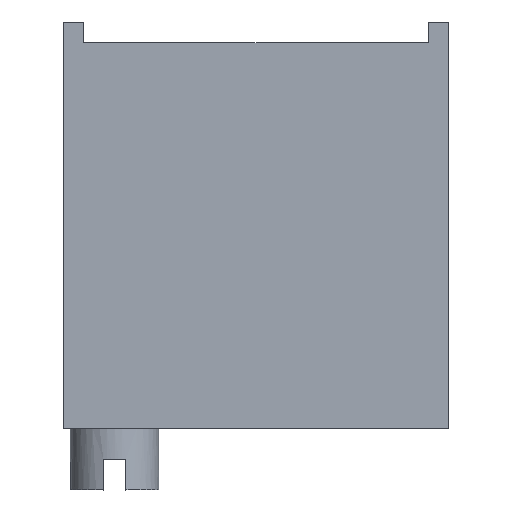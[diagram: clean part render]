
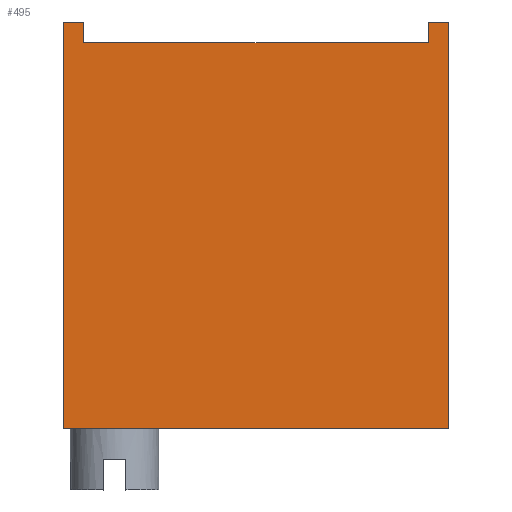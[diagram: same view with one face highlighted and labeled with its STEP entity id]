
A CAD part, top view. The second image highlights one B-rep face of the part: STEP entity #495.
In plain terms, the highlighted planar face has unit normal (0, 0, 1).
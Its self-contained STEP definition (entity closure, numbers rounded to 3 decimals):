
#38=FACE_OUTER_BOUND('',#64,.T.);
#64=EDGE_LOOP('',(#379,#380,#381,#382,#383,#384,#385,#386));
#99=LINE('',#725,#162);
#107=LINE('',#741,#170);
#109=LINE('',#745,#172);
#111=LINE('',#749,#174);
#122=LINE('',#770,#185);
#123=LINE('',#772,#186);
#124=LINE('',#773,#187);
#125=LINE('',#774,#188);
#162=VECTOR('',#583,10.033);
#170=VECTOR('',#595,0.508);
#172=VECTOR('',#599,8.51);
#174=VECTOR('',#603,0.508);
#185=VECTOR('',#618,10.033);
#186=VECTOR('',#621,9.525);
#187=VECTOR('',#622,0.507);
#188=VECTOR('',#623,0.507);
#223=VERTEX_POINT('',#722);
#224=VERTEX_POINT('',#724);
#229=VERTEX_POINT('',#738);
#230=VERTEX_POINT('',#740);
#231=VERTEX_POINT('',#744);
#232=VERTEX_POINT('',#748);
#237=VERTEX_POINT('',#761);
#240=VERTEX_POINT('',#768);
#271=EDGE_CURVE('',#224,#223,#99,.T.);
#279=EDGE_CURVE('',#229,#230,#107,.T.);
#281=EDGE_CURVE('',#231,#230,#109,.T.);
#283=EDGE_CURVE('',#231,#232,#111,.T.);
#294=EDGE_CURVE('',#237,#240,#122,.T.);
#295=EDGE_CURVE('',#223,#237,#123,.T.);
#296=EDGE_CURVE('',#232,#240,#124,.T.);
#297=EDGE_CURVE('',#224,#229,#125,.T.);
#379=ORIENTED_EDGE('',*,*,#295,.T.);
#380=ORIENTED_EDGE('',*,*,#294,.T.);
#381=ORIENTED_EDGE('',*,*,#296,.F.);
#382=ORIENTED_EDGE('',*,*,#283,.F.);
#383=ORIENTED_EDGE('',*,*,#281,.T.);
#384=ORIENTED_EDGE('',*,*,#279,.F.);
#385=ORIENTED_EDGE('',*,*,#297,.F.);
#386=ORIENTED_EDGE('',*,*,#271,.T.);
#470=PLANE('',#535);
#495=ADVANCED_FACE('',(#38),#470,.T.);
#535=AXIS2_PLACEMENT_3D('',#771,#619,#620);
#583=DIRECTION('',(0.,-1.,0.));
#595=DIRECTION('',(0.,-1.,0.));
#599=DIRECTION('',(-1.,0.,0.));
#603=DIRECTION('',(0.,1.,0.));
#618=DIRECTION('',(0.,1.,0.));
#619=DIRECTION('center_axis',(0.,0.,1.));
#620=DIRECTION('ref_axis',(0.,1.,0.));
#621=DIRECTION('',(1.,0.,0.));
#622=DIRECTION('',(1.,0.,0.));
#623=DIRECTION('',(1.,0.,0.));
#722=CARTESIAN_POINT('',(0.02,-9.432,4.825));
#724=CARTESIAN_POINT('',(0.02,0.601,4.825));
#725=CARTESIAN_POINT('',(0.02,0.601,4.825));
#738=CARTESIAN_POINT('',(0.528,0.601,4.825));
#740=CARTESIAN_POINT('',(0.528,0.093,4.825));
#741=CARTESIAN_POINT('',(0.528,0.601,4.825));
#744=CARTESIAN_POINT('',(9.038,0.093,4.825));
#745=CARTESIAN_POINT('',(9.038,0.093,4.825));
#748=CARTESIAN_POINT('',(9.038,0.601,4.825));
#749=CARTESIAN_POINT('',(9.038,0.093,4.825));
#761=CARTESIAN_POINT('',(9.545,-9.432,4.825));
#768=CARTESIAN_POINT('',(9.545,0.601,4.825));
#770=CARTESIAN_POINT('',(9.545,-9.432,4.825));
#771=CARTESIAN_POINT('Origin',(0.02,-9.432,4.825));
#772=CARTESIAN_POINT('',(0.02,-9.432,4.825));
#773=CARTESIAN_POINT('',(9.038,0.601,4.825));
#774=CARTESIAN_POINT('',(0.02,0.601,4.825));
